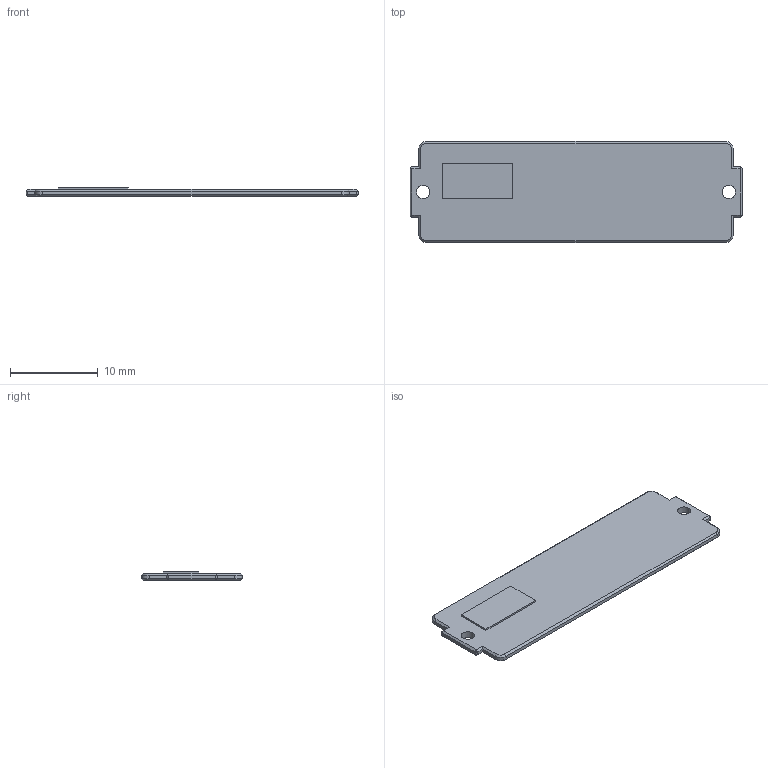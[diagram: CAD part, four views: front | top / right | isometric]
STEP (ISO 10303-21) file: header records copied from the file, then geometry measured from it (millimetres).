
FILE_DESCRIPTION(('Open CASCADE Model'),'2;1');
FILE_NAME('Open CASCADE Shape Model','2026-02-21T23:31:52',('Author'),( 'Open CASCADE'),'Open CASCADE STEP processor 7.8','build123d', 'Unknown');
FILE_SCHEMA(('AUTOMOTIVE_DESIGN { 1 0 10303 214 1 1 1 1 }'));
Length unit declared in the file: millimetre
Products named in the file (3): ASSEMBLY; SOLID
Assembly tree (2 placements, depth 2):
  ASSEMBLY
    SOLID
    SOLID
Bounding box: 37.8 x 11.5 x 1 mm (x, y, z)
Volume: 337.6 mm3; surface area: 968.6 mm2
Topology: 2 solids, 2 shells, 70 faces, 158 edges, 84 vertices
Faces by surface type: plane 44, cone 16, cylinder 10
Full cylindrical faces by diameter (mm): 1.5 x2
Entity records: 3792 total; most frequent: CARTESIAN_POINT 707, DIRECTION 554, LINE 346, VECTOR 346, ORIENTED_EDGE 300, PCURVE 300, DEFINITIONAL_REPRESENTATION 300, EDGE_CURVE 150
